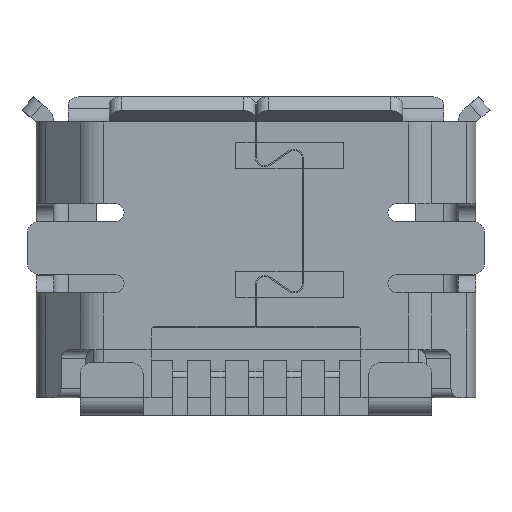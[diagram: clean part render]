
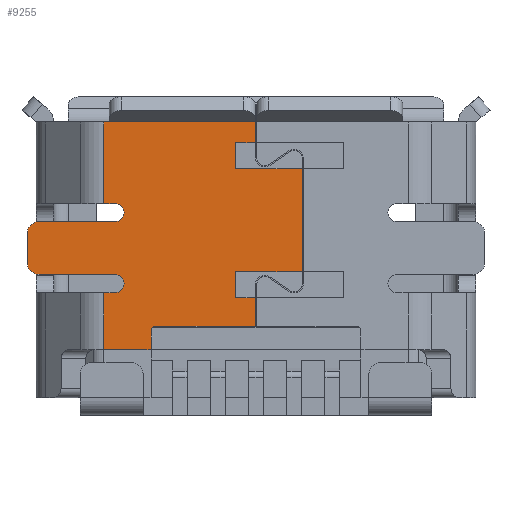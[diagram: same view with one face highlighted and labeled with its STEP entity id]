
A CAD part, front view. The second image highlights one B-rep face of the part: STEP entity #9255.
In plain terms, the highlighted planar face has unit normal (0, -1, 0).
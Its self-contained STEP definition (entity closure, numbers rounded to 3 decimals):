
#31=DIRECTION('',(1.,0.,0.));
#32=VECTOR('',#31,0.096);
#33=CARTESIAN_POINT('',(-2.596,-1.225,2.35));
#34=LINE('',#33,#32);
#2336=DIRECTION('',(0.,0.,-1.));
#2337=VECTOR('',#2336,0.45);
#2338=CARTESIAN_POINT('',(-0.35,-1.225,2.));
#2339=LINE('',#2338,#2337);
#2340=DIRECTION('',(1.,0.,0.));
#2341=VECTOR('',#2340,1.14);
#2342=CARTESIAN_POINT('',(-0.35,-1.225,1.55));
#2343=LINE('',#2342,#2341);
#2344=DIRECTION('',(0.,0.,-1.));
#2345=VECTOR('',#2344,1.75);
#2346=CARTESIAN_POINT('',(0.79,-1.225,1.55));
#2347=LINE('',#2346,#2345);
#2348=DIRECTION('',(-1.,0.,0.));
#2349=VECTOR('',#2348,1.14);
#2350=CARTESIAN_POINT('',(0.79,-1.225,-0.2));
#2351=LINE('',#2350,#2349);
#2352=DIRECTION('',(0.,0.,-1.));
#2353=VECTOR('',#2352,0.45);
#2354=CARTESIAN_POINT('',(-0.35,-1.225,-0.2));
#2355=LINE('',#2354,#2353);
#2356=DIRECTION('',(1.,0.,0.));
#2357=VECTOR('',#2356,0.34);
#2358=CARTESIAN_POINT('',(-0.35,-1.225,-0.65));
#2359=LINE('',#2358,#2357);
#2360=DIRECTION('',(0.,0.,-1.));
#2361=VECTOR('',#2360,0.48);
#2362=CARTESIAN_POINT('',(-0.01,-1.225,-0.65));
#2363=LINE('',#2362,#2361);
#2364=DIRECTION('',(-1.,0.,0.));
#2365=VECTOR('',#2364,1.7);
#2366=CARTESIAN_POINT('',(-0.01,-1.225,-1.13));
#2367=LINE('',#2366,#2365);
#2368=CARTESIAN_POINT('',(-1.71,-1.225,-1.21));
#2369=DIRECTION('',(0.,-1.,0.));
#2370=DIRECTION('',(0.,0.,1.));
#2371=AXIS2_PLACEMENT_3D('',#2368,#2369,#2370);
#2373=DIRECTION('',(0.,0.,1.));
#2374=VECTOR('',#2373,0.32);
#2375=CARTESIAN_POINT('',(-1.79,-1.225,-1.53));
#2376=LINE('',#2375,#2374);
#2377=DIRECTION('',(1.,0.,0.));
#2378=VECTOR('',#2377,0.806);
#2379=CARTESIAN_POINT('',(-2.596,-1.225,-1.53));
#2380=LINE('',#2379,#2378);
#2381=DIRECTION('',(0.,0.,1.));
#2382=VECTOR('',#2381,0.97);
#2383=CARTESIAN_POINT('',(-2.596,-1.225,-1.53));
#2384=LINE('',#2383,#2382);
#2385=DIRECTION('',(1.,0.,0.));
#2386=VECTOR('',#2385,0.196);
#2387=CARTESIAN_POINT('',(-2.596,-1.225,-0.56));
#2388=LINE('',#2387,#2386);
#2389=CARTESIAN_POINT('',(-2.4,-1.225,-0.41));
#2390=DIRECTION('',(0.,-1.,0.));
#2391=DIRECTION('',(0.,0.,-1.));
#2392=AXIS2_PLACEMENT_3D('',#2389,#2390,#2391);
#2394=DIRECTION('',(0.,0.,1.));
#2395=VECTOR('',#2394,0.01);
#2396=CARTESIAN_POINT('',(-2.25,-1.225,-0.41));
#2397=LINE('',#2396,#2395);
#2398=CARTESIAN_POINT('',(-2.4,-1.225,-0.4));
#2399=DIRECTION('',(0.,1.,0.));
#2400=DIRECTION('',(0.,0.,1.));
#2401=AXIS2_PLACEMENT_3D('',#2398,#2399,#2400);
#2403=DIRECTION('',(1.,0.,0.));
#2404=VECTOR('',#2403,1.3);
#2405=CARTESIAN_POINT('',(-3.7,-1.225,-0.25));
#2406=LINE('',#2405,#2404);
#2407=CARTESIAN_POINT('',(-3.7,-1.225,-0.05));
#2408=DIRECTION('',(0.,-1.,0.));
#2409=DIRECTION('',(-1.,0.,0.));
#2410=AXIS2_PLACEMENT_3D('',#2407,#2408,#2409);
#2412=DIRECTION('',(0.,0.,-1.));
#2413=VECTOR('',#2412,0.5);
#2414=CARTESIAN_POINT('',(-3.9,-1.225,0.45));
#2415=LINE('',#2414,#2413);
#2416=CARTESIAN_POINT('',(-3.7,-1.225,0.45));
#2417=DIRECTION('',(0.,-1.,0.));
#2418=DIRECTION('',(0.,0.,1.));
#2419=AXIS2_PLACEMENT_3D('',#2416,#2417,#2418);
#2421=DIRECTION('',(-1.,0.,0.));
#2422=VECTOR('',#2421,1.3);
#2423=CARTESIAN_POINT('',(-2.4,-1.225,0.65));
#2424=LINE('',#2423,#2422);
#2425=CARTESIAN_POINT('',(-2.4,-1.225,0.8));
#2426=DIRECTION('',(0.,1.,0.));
#2427=DIRECTION('',(1.,0.,0.));
#2428=AXIS2_PLACEMENT_3D('',#2425,#2426,#2427);
#2430=DIRECTION('',(0.,0.,1.));
#2431=VECTOR('',#2430,0.01);
#2432=CARTESIAN_POINT('',(-2.25,-1.225,0.8));
#2433=LINE('',#2432,#2431);
#2434=CARTESIAN_POINT('',(-2.4,-1.225,0.81));
#2435=DIRECTION('',(0.,-1.,0.));
#2436=DIRECTION('',(1.,0.,0.));
#2437=AXIS2_PLACEMENT_3D('',#2434,#2435,#2436);
#2439=DIRECTION('',(1.,0.,0.));
#2440=VECTOR('',#2439,0.196);
#2441=CARTESIAN_POINT('',(-2.596,-1.225,0.96));
#2442=LINE('',#2441,#2440);
#2443=DIRECTION('',(0.,0.,1.));
#2444=VECTOR('',#2443,1.39);
#2445=CARTESIAN_POINT('',(-2.596,-1.225,0.96));
#2446=LINE('',#2445,#2444);
#2447=DIRECTION('',(-1.,0.,0.));
#2448=VECTOR('',#2447,2.49);
#2449=CARTESIAN_POINT('',(-0.01,-1.225,2.35));
#2450=LINE('',#2449,#2448);
#2451=DIRECTION('',(0.,0.,-1.));
#2452=VECTOR('',#2451,0.35);
#2453=CARTESIAN_POINT('',(-0.01,-1.225,2.35));
#2454=LINE('',#2453,#2452);
#2455=DIRECTION('',(-1.,0.,0.));
#2456=VECTOR('',#2455,0.34);
#2457=CARTESIAN_POINT('',(-0.01,-1.225,2.));
#2458=LINE('',#2457,#2456);
#5077=CARTESIAN_POINT('',(-2.596,-1.225,2.35));
#5078=VERTEX_POINT('',#5077);
#5119=CARTESIAN_POINT('',(-2.596,-1.225,-0.56));
#5120=VERTEX_POINT('',#5119);
#5121=CARTESIAN_POINT('',(-2.596,-1.225,0.96));
#5122=VERTEX_POINT('',#5121);
#5135=CARTESIAN_POINT('',(-2.4,-1.225,-0.56));
#5136=VERTEX_POINT('',#5135);
#5137=CARTESIAN_POINT('',(-2.25,-1.225,-0.41));
#5138=VERTEX_POINT('',#5137);
#5139=CARTESIAN_POINT('',(-2.25,-1.225,0.81));
#5140=CARTESIAN_POINT('',(-2.4,-1.225,0.96));
#5141=VERTEX_POINT('',#5139);
#5142=VERTEX_POINT('',#5140);
#5203=CARTESIAN_POINT('',(-2.4,-1.225,0.65));
#5204=CARTESIAN_POINT('',(-3.7,-1.225,0.65));
#5205=VERTEX_POINT('',#5203);
#5206=VERTEX_POINT('',#5204);
#5207=CARTESIAN_POINT('',(-3.9,-1.225,0.45));
#5208=VERTEX_POINT('',#5207);
#5209=CARTESIAN_POINT('',(-3.9,-1.225,-0.05));
#5210=VERTEX_POINT('',#5209);
#5211=CARTESIAN_POINT('',(-3.7,-1.225,-0.25));
#5212=VERTEX_POINT('',#5211);
#5213=CARTESIAN_POINT('',(-2.4,-1.225,-0.25));
#5214=VERTEX_POINT('',#5213);
#5248=CARTESIAN_POINT('',(-2.25,-1.225,-0.4));
#5250=VERTEX_POINT('',#5248);
#5252=CARTESIAN_POINT('',(-2.25,-1.225,0.8));
#5254=VERTEX_POINT('',#5252);
#5269=CARTESIAN_POINT('',(-2.596,-1.225,-1.53));
#5270=VERTEX_POINT('',#5269);
#5451=CARTESIAN_POINT('',(-2.5,-1.225,2.35));
#5453=VERTEX_POINT('',#5451);
#5493=CARTESIAN_POINT('',(-1.71,-1.225,-1.13));
#5494=CARTESIAN_POINT('',(-1.79,-1.225,-1.21));
#5495=VERTEX_POINT('',#5493);
#5496=VERTEX_POINT('',#5494);
#5497=CARTESIAN_POINT('',(-1.79,-1.225,-1.53));
#5498=VERTEX_POINT('',#5497);
#5549=CARTESIAN_POINT('',(-0.01,-1.225,-1.13));
#5550=VERTEX_POINT('',#5549);
#5553=CARTESIAN_POINT('',(-0.01,-1.225,2.35));
#5554=VERTEX_POINT('',#5553);
#5563=CARTESIAN_POINT('',(-0.35,-1.225,2.));
#5564=CARTESIAN_POINT('',(-0.35,-1.225,1.55));
#5565=VERTEX_POINT('',#5563);
#5566=VERTEX_POINT('',#5564);
#5567=CARTESIAN_POINT('',(0.79,-1.225,1.55));
#5568=VERTEX_POINT('',#5567);
#5577=CARTESIAN_POINT('',(-0.01,-1.225,2.));
#5578=VERTEX_POINT('',#5577);
#5609=CARTESIAN_POINT('',(0.79,-1.225,-0.2));
#5610=VERTEX_POINT('',#5609);
#5619=CARTESIAN_POINT('',(-0.35,-1.225,-0.2));
#5620=CARTESIAN_POINT('',(-0.35,-1.225,-0.65));
#5621=VERTEX_POINT('',#5619);
#5622=VERTEX_POINT('',#5620);
#5623=CARTESIAN_POINT('',(-0.01,-1.225,-0.65));
#5624=VERTEX_POINT('',#5623);
#9192=CARTESIAN_POINT('',(-2.596,-1.225,-2.35));
#9193=DIRECTION('',(0.,-1.,0.));
#9194=DIRECTION('',(1.,0.,0.));
#9195=AXIS2_PLACEMENT_3D('',#9192,#9193,#9194);
#9196=PLANE('',#9195);
#9198=ORIENTED_EDGE('',*,*,#9197,.T.);
#9200=ORIENTED_EDGE('',*,*,#9199,.T.);
#9202=ORIENTED_EDGE('',*,*,#9201,.T.);
#9204=ORIENTED_EDGE('',*,*,#9203,.T.);
#9206=ORIENTED_EDGE('',*,*,#9205,.T.);
#9208=ORIENTED_EDGE('',*,*,#9207,.T.);
#9210=ORIENTED_EDGE('',*,*,#9209,.T.);
#9212=ORIENTED_EDGE('',*,*,#9211,.T.);
#9214=ORIENTED_EDGE('',*,*,#9213,.T.);
#9216=ORIENTED_EDGE('',*,*,#9215,.F.);
#9218=ORIENTED_EDGE('',*,*,#9217,.F.);
#9219=ORIENTED_EDGE('',*,*,#9187,.T.);
#9221=ORIENTED_EDGE('',*,*,#9220,.T.);
#9223=ORIENTED_EDGE('',*,*,#9222,.T.);
#9225=ORIENTED_EDGE('',*,*,#9224,.T.);
#9227=ORIENTED_EDGE('',*,*,#9226,.F.);
#9229=ORIENTED_EDGE('',*,*,#9228,.F.);
#9231=ORIENTED_EDGE('',*,*,#9230,.F.);
#9233=ORIENTED_EDGE('',*,*,#9232,.F.);
#9235=ORIENTED_EDGE('',*,*,#9234,.F.);
#9237=ORIENTED_EDGE('',*,*,#9236,.F.);
#9239=ORIENTED_EDGE('',*,*,#9238,.F.);
#9241=ORIENTED_EDGE('',*,*,#9240,.T.);
#9243=ORIENTED_EDGE('',*,*,#9242,.T.);
#9244=ORIENTED_EDGE('',*,*,#9115,.F.);
#9245=ORIENTED_EDGE('',*,*,#9172,.T.);
#9246=ORIENTED_EDGE('',*,*,#6582,.T.);
#9248=ORIENTED_EDGE('',*,*,#9247,.F.);
#9250=ORIENTED_EDGE('',*,*,#9249,.T.);
#9252=ORIENTED_EDGE('',*,*,#9251,.T.);
#9253=EDGE_LOOP('',(#9198,#9200,#9202,#9204,#9206,#9208,#9210,#9212,#9214,#9216,
#9218,#9219,#9221,#9223,#9225,#9227,#9229,#9231,#9233,#9235,#9237,#9239,#9241,
#9243,#9244,#9245,#9246,#9248,#9250,#9252));
#9254=FACE_OUTER_BOUND('',#9253,.F.);
#9255=ADVANCED_FACE('',(#9254),#9196,.T.);
#2372=CIRCLE('',#2371,0.08);
#2393=CIRCLE('',#2392,0.15);
#2402=CIRCLE('',#2401,0.15);
#2411=CIRCLE('',#2410,0.2);
#2420=CIRCLE('',#2419,0.2);
#2429=CIRCLE('',#2428,0.15);
#2438=CIRCLE('',#2437,0.15);
#6582=EDGE_CURVE('',#5078,#5453,#34,.T.);
#9115=EDGE_CURVE('',#5122,#5142,#2442,.T.);
#9172=EDGE_CURVE('',#5122,#5078,#2446,.T.);
#9187=EDGE_CURVE('',#5270,#5120,#2384,.T.);
#9197=EDGE_CURVE('',#5565,#5566,#2339,.T.);
#9199=EDGE_CURVE('',#5566,#5568,#2343,.T.);
#9201=EDGE_CURVE('',#5568,#5610,#2347,.T.);
#9203=EDGE_CURVE('',#5610,#5621,#2351,.T.);
#9205=EDGE_CURVE('',#5621,#5622,#2355,.T.);
#9207=EDGE_CURVE('',#5622,#5624,#2359,.T.);
#9209=EDGE_CURVE('',#5624,#5550,#2363,.T.);
#9211=EDGE_CURVE('',#5550,#5495,#2367,.T.);
#9213=EDGE_CURVE('',#5495,#5496,#2372,.T.);
#9215=EDGE_CURVE('',#5498,#5496,#2376,.T.);
#9217=EDGE_CURVE('',#5270,#5498,#2380,.T.);
#9220=EDGE_CURVE('',#5120,#5136,#2388,.T.);
#9222=EDGE_CURVE('',#5136,#5138,#2393,.T.);
#9224=EDGE_CURVE('',#5138,#5250,#2397,.T.);
#9226=EDGE_CURVE('',#5214,#5250,#2402,.T.);
#9228=EDGE_CURVE('',#5212,#5214,#2406,.T.);
#9230=EDGE_CURVE('',#5210,#5212,#2411,.T.);
#9232=EDGE_CURVE('',#5208,#5210,#2415,.T.);
#9234=EDGE_CURVE('',#5206,#5208,#2420,.T.);
#9236=EDGE_CURVE('',#5205,#5206,#2424,.T.);
#9238=EDGE_CURVE('',#5254,#5205,#2429,.T.);
#9240=EDGE_CURVE('',#5254,#5141,#2433,.T.);
#9242=EDGE_CURVE('',#5141,#5142,#2438,.T.);
#9247=EDGE_CURVE('',#5554,#5453,#2450,.T.);
#9249=EDGE_CURVE('',#5554,#5578,#2454,.T.);
#9251=EDGE_CURVE('',#5578,#5565,#2458,.T.);
